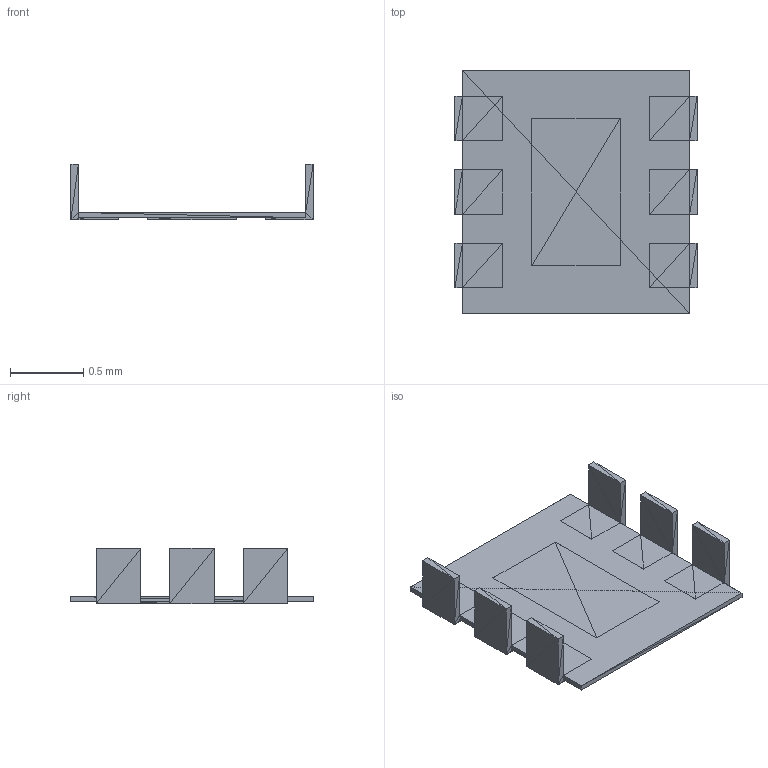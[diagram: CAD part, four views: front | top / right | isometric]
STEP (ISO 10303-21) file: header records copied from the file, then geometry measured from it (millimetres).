
FILE_DESCRIPTION(('STEP AP214'),'1');
FILE_NAME('QFN1616P6E_MUR','2020-04-30T09:58:59',(''),(''),'','','');
FILE_SCHEMA(('AUTOMOTIVE_DESIGN'));
Length unit declared in the file: millimetre
Products named in the file (1): product
Bounding box: 1.65 x 1.65 x 0.38 mm (x, y, z)
Volume: 0.2 mm3; surface area: 9.7 mm2
Topology: 9 solids, 9 shells, 272 faces, 408 edges, 154 vertices
Faces by surface type: plane 272
Entity records: 5279 total; most frequent: DIRECTION 954, ORIENTED_EDGE 816, CARTESIAN_POINT 427, EDGE_CURVE 408, LINE 408, VECTOR 408, AXIS2_PLACEMENT_3D 273, STYLED_ITEM 272
